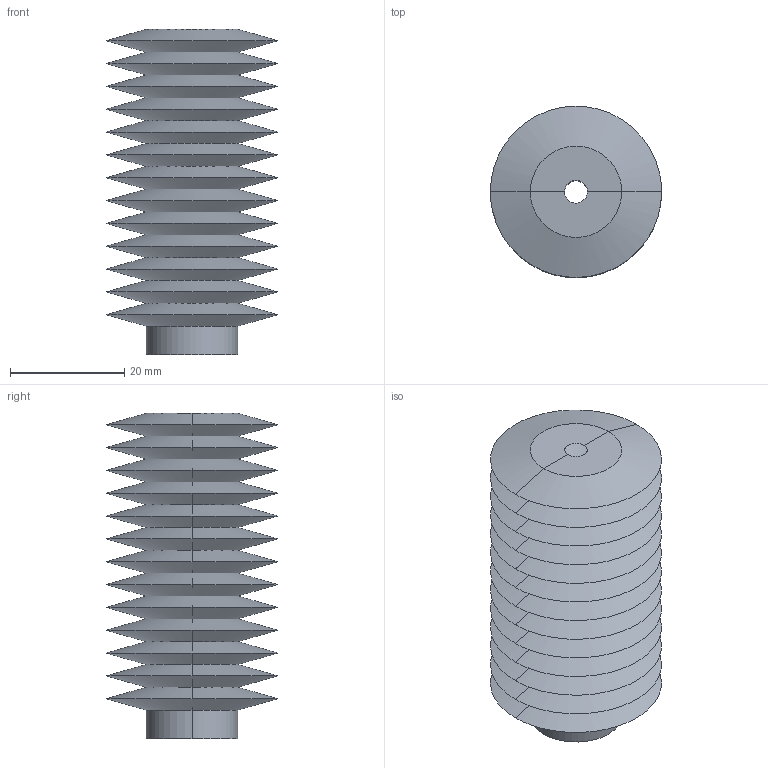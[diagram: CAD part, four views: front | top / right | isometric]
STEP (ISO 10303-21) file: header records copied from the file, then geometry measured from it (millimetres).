
FILE_DESCRIPTION(/* description */ (''),/* implementation_level */ '2;1');
FILE_NAME(/* name */ 'ENHANC~2',/* time_stamp */ '2019-11-26T05:39:56-06:00',/* author */ (''),/* organization */ (''),/* preprocessor_version */ 'ST-DEVELOPER v16.5',/* originating_system */ '',/* authorisation */ '');
FILE_SCHEMA (('AUTOMOTIVE_DESIGN'));
Length unit declared in the file: millimetre
Products named in the file (1): Document
Bounding box: 30 x 29.98 x 57 mm (x, y, z)
Volume: 35344.2 mm3; surface area: 41845.6 mm2
Topology: 2 solids, 2 shells, 224 faces, 448 edges, 224 vertices
Faces by surface type: bspline 224
Entity records: 6526 total; most frequent: CARTESIAN_POINT 4034, ORIENTED_EDGE 896, EDGE_CURVE 448, ADVANCED_FACE 224, FACE_OUTER_BOUND 224, EDGE_LOOP 224, B_SPLINE_CURVE_WITH_KNOTS 224, VERTEX_POINT 224
